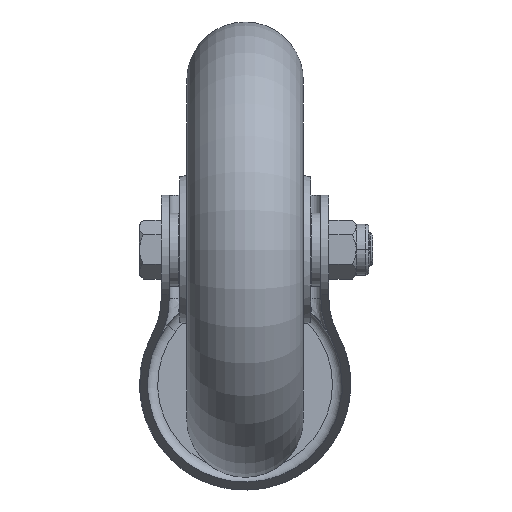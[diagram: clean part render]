
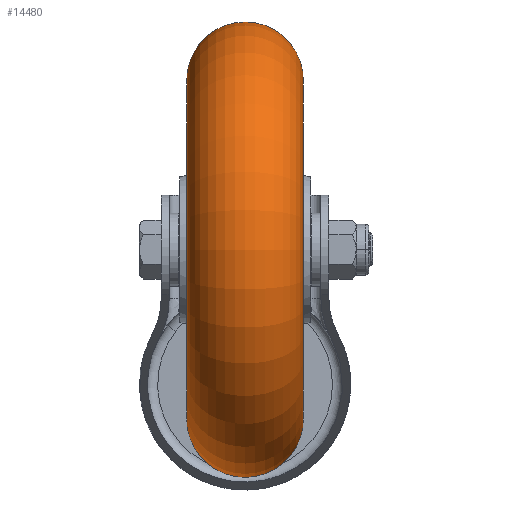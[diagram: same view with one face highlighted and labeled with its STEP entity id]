
A CAD part, front view. The second image highlights one B-rep face of the part: STEP entity #14480.
In plain terms, the highlighted toroidal (fillet/blend) face has major radius 46.5 mm and minor radius 16 mm.
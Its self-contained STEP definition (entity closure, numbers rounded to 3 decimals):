
#6224=CARTESIAN_POINT('',(-16.,0.,0.));
#6225=DIRECTION('',(-1.,0.,0.));
#6226=DIRECTION('',(0.,0.,-1.));
#6227=AXIS2_PLACEMENT_3D('',#6224,#6225,#6226);
#6239=CARTESIAN_POINT('',(0.,0.,-46.5));
#6240=DIRECTION('',(0.,1.,0.));
#6241=DIRECTION('',(1.,0.,0.));
#6242=AXIS2_PLACEMENT_3D('',#6239,#6240,#6241);
#6249=CARTESIAN_POINT('',(0.,0.,46.5));
#6250=DIRECTION('',(0.,-1.,0.));
#6251=DIRECTION('',(1.,0.,0.));
#6252=AXIS2_PLACEMENT_3D('',#6249,#6250,#6251);
#6254=CARTESIAN_POINT('',(16.,0.,0.));
#6255=DIRECTION('',(-1.,0.,0.));
#6256=DIRECTION('',(0.,0.,-1.));
#6257=AXIS2_PLACEMENT_3D('',#6254,#6255,#6256);
#7011=CARTESIAN_POINT('',(16.,0.,-46.5));
#7012=CARTESIAN_POINT('',(-16.,0.,-46.5));
#7013=VERTEX_POINT('',#7011);
#7014=VERTEX_POINT('',#7012);
#7015=CARTESIAN_POINT('',(16.,0.,46.5));
#7016=CARTESIAN_POINT('',(-16.,0.,46.5));
#7017=VERTEX_POINT('',#7015);
#7018=VERTEX_POINT('',#7016);
#14468=CARTESIAN_POINT('',(0.,0.,0.));
#14469=DIRECTION('',(-1.,0.,0.));
#14470=DIRECTION('',(0.,0.,-1.));
#14471=AXIS2_PLACEMENT_3D('',#14468,#14469,#14470);
#14472=TOROIDAL_SURFACE('',#14471,46.5,16.);
#14473=ORIENTED_EDGE('',*,*,#14458,.T.);
#14474=ORIENTED_EDGE('',*,*,#14444,.T.);
#14475=ORIENTED_EDGE('',*,*,#14462,.F.);
#14477=ORIENTED_EDGE('',*,*,#14476,.F.);
#14478=EDGE_LOOP('',(#14473,#14474,#14475,#14477));
#14479=FACE_OUTER_BOUND('',#14478,.F.);
#14480=ADVANCED_FACE('',(#14479),#14472,.T.);
#6228=CIRCLE('',#6227,46.5);
#6243=CIRCLE('',#6242,16.);
#6253=CIRCLE('',#6252,16.);
#6258=CIRCLE('',#6257,46.5);
#14444=EDGE_CURVE('',#7014,#7018,#6228,.T.);
#14458=EDGE_CURVE('',#7013,#7014,#6243,.T.);
#14462=EDGE_CURVE('',#7017,#7018,#6253,.T.);
#14476=EDGE_CURVE('',#7013,#7017,#6258,.T.);
